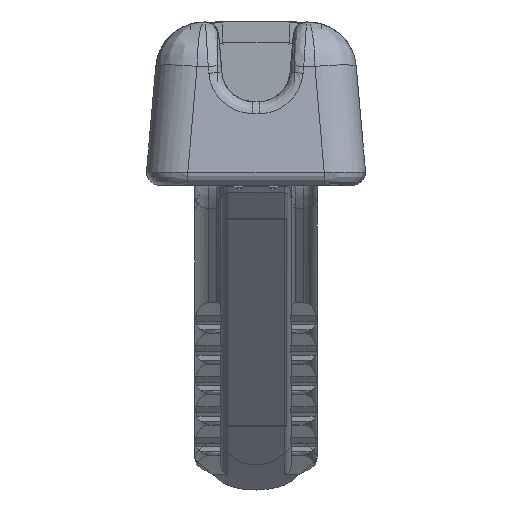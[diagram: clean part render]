
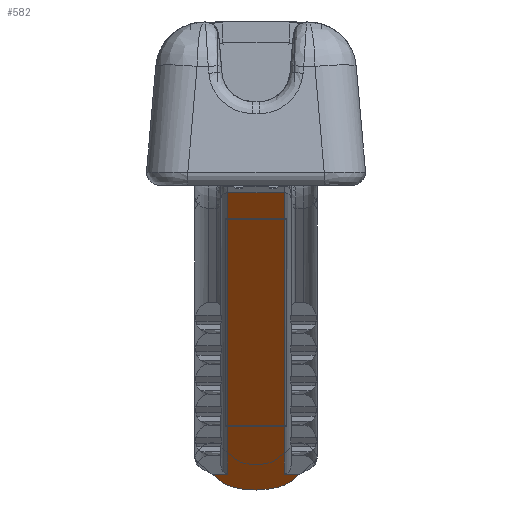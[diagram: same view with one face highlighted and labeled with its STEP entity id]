
A CAD part, front view. The second image highlights one B-rep face of the part: STEP entity #582.
In plain terms, the highlighted planar face has unit normal (0, -0.407, -0.913).
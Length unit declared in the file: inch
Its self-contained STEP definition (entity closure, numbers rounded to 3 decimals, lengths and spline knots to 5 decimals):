
#170=PLANE('',#3896);
#270=B_SPLINE_CURVE_WITH_KNOTS('',3,(#5990,#5991,#5992,#5993,#5994,#5995,
#5996,#5997,#5998,#5999),.UNSPECIFIED.,.F.,.F.,(4,2,2,2,4),(0.,0.25,0.5,
0.75,1.),.UNSPECIFIED.);
#582=ADVANCED_FACE('',(#859),#170,.F.);
#859=FACE_OUTER_BOUND('',#1070,.T.);
#1070=EDGE_LOOP('',(#1650,#1651,#1652,#1653,#1654,#1655));
#1650=ORIENTED_EDGE('',*,*,#2945,.F.);
#1651=ORIENTED_EDGE('',*,*,#2946,.T.);
#1652=ORIENTED_EDGE('',*,*,#2947,.F.);
#1653=ORIENTED_EDGE('',*,*,#2948,.F.);
#1654=ORIENTED_EDGE('',*,*,#2949,.T.);
#1655=ORIENTED_EDGE('',*,*,#2950,.T.);
#2524=VERTEX_POINT('',#5988);
#2525=VERTEX_POINT('',#5989);
#2526=VERTEX_POINT('',#6000);
#2527=VERTEX_POINT('',#6002);
#2528=VERTEX_POINT('',#6004);
#2529=VERTEX_POINT('',#6006);
#2945=EDGE_CURVE('',#2524,#2525,#3382,.T.);
#2946=EDGE_CURVE('',#2524,#2526,#270,.T.);
#2947=EDGE_CURVE('',#2527,#2526,#3383,.T.);
#2948=EDGE_CURVE('',#2528,#2527,#3384,.T.);
#2949=EDGE_CURVE('',#2528,#2529,#3385,.T.);
#2950=EDGE_CURVE('',#2529,#2525,#3386,.T.);
#3382=LINE('',#5987,#3604);
#3383=LINE('',#6001,#3605);
#3384=LINE('',#6003,#3606);
#3385=LINE('',#6005,#3607);
#3386=LINE('',#6007,#3608);
#3604=VECTOR('',#4449,1.);
#3605=VECTOR('',#4450,1.);
#3606=VECTOR('',#4451,1.);
#3607=VECTOR('',#4452,1.);
#3608=VECTOR('',#4453,1.);
#3896=AXIS2_PLACEMENT_3D('',#6008,#4454,#4455);
#4449=DIRECTION('',(1.,0.,0.));
#4450=DIRECTION('',(1.,0.,0.));
#4451=DIRECTION('',(0.,0.914,-0.407));
#4452=DIRECTION('',(-1.,0.,0.));
#4453=DIRECTION('',(0.,0.914,-0.407));
#4454=DIRECTION('',(0.,0.407,0.914));
#4455=DIRECTION('',(0.,0.914,-0.407));
#5987=CARTESIAN_POINT('',(-5.21655,14.25935,-0.62942));
#5988=CARTESIAN_POINT('',(-5.33531,14.25935,-0.62942));
#5989=CARTESIAN_POINT('',(-5.3175,14.25935,-0.62942));
#5990=CARTESIAN_POINT('',(-5.33527,14.25931,-0.6294));
#5991=CARTESIAN_POINT('',(-5.33009,14.26915,-0.63378));
#5992=CARTESIAN_POINT('',(-5.32644,14.27938,-0.63833));
#5993=CARTESIAN_POINT('',(-5.30888,14.29585,-0.64566));
#5994=CARTESIAN_POINT('',(-5.29823,14.29998,-0.6475));
#5995=CARTESIAN_POINT('',(-5.27293,14.30002,-0.64752));
#5996=CARTESIAN_POINT('',(-5.2609,14.29467,-0.64514));
#5997=CARTESIAN_POINT('',(-5.24602,14.28066,-0.6389));
#5998=CARTESIAN_POINT('',(-5.24064,14.26936,-0.63387));
#5999=CARTESIAN_POINT('',(-5.23586,14.25935,-0.62942));
#6000=CARTESIAN_POINT('',(-5.23579,14.25935,-0.62942));
#6001=CARTESIAN_POINT('',(-5.21655,14.25935,-0.62942));
#6002=CARTESIAN_POINT('',(-5.2536,14.25935,-0.62942));
#6003=CARTESIAN_POINT('',(-5.2536,13.54416,-0.31099));
#6004=CARTESIAN_POINT('',(-5.2536,13.54416,-0.31099));
#6005=CARTESIAN_POINT('',(-5.2536,13.54416,-0.31099));
#6006=CARTESIAN_POINT('',(-5.3175,13.54416,-0.31099));
#6007=CARTESIAN_POINT('',(-5.3175,13.54416,-0.31099));
#6008=CARTESIAN_POINT('',(4.47345,13.492,-0.28777));
